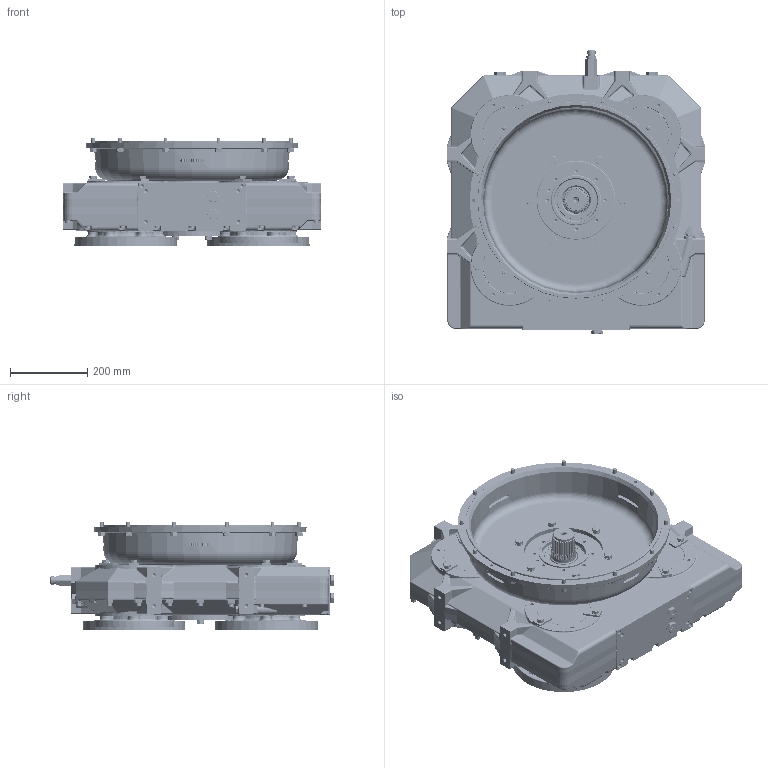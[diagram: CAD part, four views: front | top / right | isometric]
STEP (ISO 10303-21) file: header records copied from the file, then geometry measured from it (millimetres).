
FILE_DESCRIPTION (( 'STEP AP214' ), '1' );
FILE_NAME ('1028864AE.step', '2019-11-11T13:10:28', ( 'TDI' ), ( 'Twin Disc Inc' ), 'SwSTEP 2.0', 'SolidWorks 2017', '' );
FILE_SCHEMA (( 'AUTOMOTIVE_DESIGN' ));
Length unit declared in the file: millimetre
Products named in the file (12): ITam232-019_rev00-installation; 1028864AE; ITam450-002_rev00-installation; IT0000203_rev00-installation; IT2021216_rev03-installation; IT1042044_rev00-installation; IT1042408_rev00-installation; IT1071101-M1_rev01-installation; ITam230-001_rev01-installation; ITam450-006_rev00-installation; IT4588040_rev00-installation; ITB00710000_rev01-installation
Assembly tree (19 placements, depth 2):
  1028864AE
    ITB00710000_rev01-installation
    ITam450-006_rev00-installation
    ITam450-002_rev00-installation
    IT2021216_rev03-installation  x4
    IT4588040_rev00-installation
    ITam230-001_rev01-installation
    IT0000203_rev00-installation
    IT1071101-M1_rev01-installation
    ITam232-019_rev00-installation  x4
    IT1042408_rev00-installation  x2
    IT1042044_rev00-installation  x2
Bounding box: 672 x 735.8 x 282.3 mm (x, y, z)
Volume: 11175327.1 mm3; surface area: 5002270.2 mm2
Topology: 114 solids, 205 shells, 8738 faces, 21490 edges, 13665 vertices
Faces by surface type: plane 3841, cylinder 2207, bspline 1499, cone 712, torus 407, sphere 72
Full cylindrical faces by diameter (mm): 5 x1, 6 x3, 8 x58, 8.5 x104, 9 x1, 10 x122, 10.2 x46, 11 x38, 12 x79, 12.5 x2, 13 x35, 13.9 x1, 14 x18, 16 x31, 16.2 x27, 17 x24, 17.3 x1, 17.5 x25, 17.6 x1, 18 x6, 18.5 x3, 18.539 x1, 18.6 x1, 19.3 x1, 20 x19, 20.7 x3, 21 x3, 21.3 x1, 22 x2, 23.7 x1
Entity records: 303059 total; most frequent: CARTESIAN_POINT 96266, ORIENTED_EDGE 27713, DIRECTION 25349, EDGE_CURVE 13858, VERTEX_POINT 9314, AXIS2_PLACEMENT_3D 9251, EDGE_LOOP 8249, FACE_OUTER_BOUND 7250
